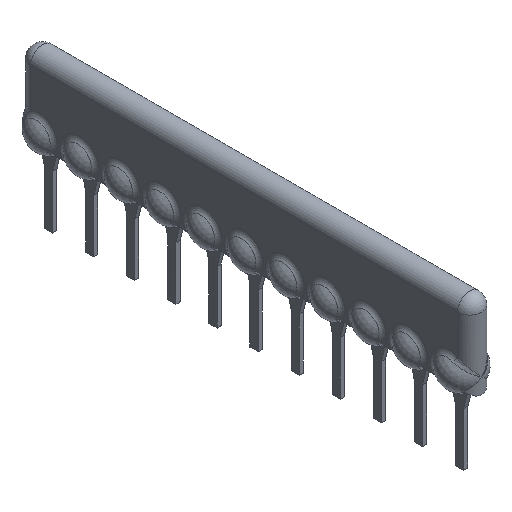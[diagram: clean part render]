
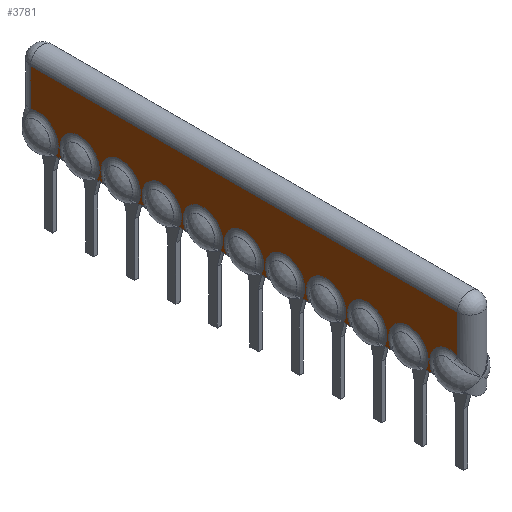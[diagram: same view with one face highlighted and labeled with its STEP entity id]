
A CAD part, isometric view. The second image highlights one B-rep face of the part: STEP entity #3781.
In plain terms, the highlighted planar face has unit normal (-1, 0, 0).
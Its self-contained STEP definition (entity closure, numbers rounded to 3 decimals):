
#191=CARTESIAN_POINT('',(-0.75,26.645,0.));
#192=DIRECTION('',(1.,0.,0.));
#193=DIRECTION('',(0.,0.407,0.914));
#194=AXIS2_PLACEMENT_3D('',#191,#192,#193);
#520=CARTESIAN_POINT('',(-0.75,0.75,
1.112));
#682=DIRECTION('',(0.,0.,-1.));
#683=VECTOR('',#682,2.353);
#684=CARTESIAN_POINT('',(-0.75,27.14,3.465));
#685=LINE('',#684,#683);
#686=DIRECTION('',(0.,0.,-1.));
#687=VECTOR('',#686,2.353);
#688=CARTESIAN_POINT('',(-0.75,0.75,3.465));
#689=LINE('',#688,#687);
#690=CARTESIAN_POINT('',(-0.75,1.245,0.));
#691=DIRECTION('',(1.,0.,0.));
#692=DIRECTION('',(0.,0.875,-0.484));
#693=AXIS2_PLACEMENT_3D('',#690,#691,#692);
#695=DIRECTION('',(0.,1.,0.));
#696=VECTOR('',#695,0.409);
#697=CARTESIAN_POINT('',(-0.75,2.311,-0.589));
#698=LINE('',#697,#696);
#699=DIRECTION('',(0.,1.,0.));
#700=VECTOR('',#699,0.409);
#701=CARTESIAN_POINT('',(-0.75,4.851,-0.589));
#702=LINE('',#701,#700);
#703=DIRECTION('',(0.,1.,0.));
#704=VECTOR('',#703,0.409);
#705=CARTESIAN_POINT('',(-0.75,7.391,-0.589));
#706=LINE('',#705,#704);
#707=DIRECTION('',(0.,1.,0.));
#708=VECTOR('',#707,0.409);
#709=CARTESIAN_POINT('',(-0.75,9.931,-0.589));
#710=LINE('',#709,#708);
#711=DIRECTION('',(0.,1.,0.));
#712=VECTOR('',#711,0.409);
#713=CARTESIAN_POINT('',(-0.75,12.471,-0.589));
#714=LINE('',#713,#712);
#715=DIRECTION('',(0.,1.,0.));
#716=VECTOR('',#715,0.409);
#717=CARTESIAN_POINT('',(-0.75,15.011,-0.589));
#718=LINE('',#717,#716);
#719=DIRECTION('',(0.,1.,0.));
#720=VECTOR('',#719,0.409);
#721=CARTESIAN_POINT('',(-0.75,17.551,-0.589));
#722=LINE('',#721,#720);
#723=DIRECTION('',(0.,1.,0.));
#724=VECTOR('',#723,0.409);
#725=CARTESIAN_POINT('',(-0.75,20.091,-0.589));
#726=LINE('',#725,#724);
#727=DIRECTION('',(0.,1.,0.));
#728=VECTOR('',#727,0.409);
#729=CARTESIAN_POINT('',(-0.75,22.631,-0.589));
#730=LINE('',#729,#728);
#731=DIRECTION('',(0.,1.,0.));
#732=VECTOR('',#731,0.409);
#733=CARTESIAN_POINT('',(-0.75,25.171,-0.589));
#734=LINE('',#733,#732);
#745=DIRECTION('',(0.,1.,0.));
#746=VECTOR('',#745,26.39);
#747=CARTESIAN_POINT('',(-0.75,0.75,3.465));
#748=LINE('',#747,#746);
#759=CARTESIAN_POINT('',(-0.75,3.785,0.));
#760=DIRECTION('',(1.,0.,0.));
#761=DIRECTION('',(0.,0.875,-0.484));
#762=AXIS2_PLACEMENT_3D('',#759,#760,#761);
#915=CARTESIAN_POINT('',(-0.75,6.325,0.));
#916=DIRECTION('',(1.,0.,0.));
#917=DIRECTION('',(0.,0.875,-0.484));
#918=AXIS2_PLACEMENT_3D('',#915,#916,#917);
#1081=CARTESIAN_POINT('',(-0.75,8.865,0.));
#1082=DIRECTION('',(1.,0.,0.));
#1083=DIRECTION('',(0.,0.875,-0.484));
#1084=AXIS2_PLACEMENT_3D('',#1081,#1082,#1083);
#1242=CARTESIAN_POINT('',(-0.75,11.405,0.));
#1243=DIRECTION('',(1.,0.,0.));
#1244=DIRECTION('',(0.,0.875,-0.484));
#1245=AXIS2_PLACEMENT_3D('',#1242,#1243,#1244);
#1408=CARTESIAN_POINT('',(-0.75,13.945,0.));
#1409=DIRECTION('',(1.,0.,0.));
#1410=DIRECTION('',(0.,0.875,-0.484));
#1411=AXIS2_PLACEMENT_3D('',#1408,#1409,#1410);
#1574=CARTESIAN_POINT('',(-0.75,16.485,0.));
#1575=DIRECTION('',(1.,0.,0.));
#1576=DIRECTION('',(0.,0.875,-0.484));
#1577=AXIS2_PLACEMENT_3D('',#1574,#1575,#1576);
#1740=CARTESIAN_POINT('',(-0.75,19.025,0.));
#1741=DIRECTION('',(1.,0.,0.));
#1742=DIRECTION('',(0.,0.875,-0.484));
#1743=AXIS2_PLACEMENT_3D('',#1740,#1741,#1742);
#1906=CARTESIAN_POINT('',(-0.75,21.565,0.));
#1907=DIRECTION('',(1.,0.,0.));
#1908=DIRECTION('',(0.,0.875,-0.484));
#1909=AXIS2_PLACEMENT_3D('',#1906,#1907,#1908);
#2072=CARTESIAN_POINT('',(-0.75,24.105,0.));
#2073=DIRECTION('',(1.,0.,0.));
#2074=DIRECTION('',(0.,0.875,-0.484));
#2075=AXIS2_PLACEMENT_3D('',#2072,#2073,#2074);
#2324=CARTESIAN_POINT('',(-0.75,0.75,3.465));
#2326=VERTEX_POINT('',#2324);
#2329=VERTEX_POINT('',#520);
#2332=CARTESIAN_POINT('',(-0.75,2.311,-0.589));
#2333=VERTEX_POINT('',#2332);
#2351=CARTESIAN_POINT('',(-0.75,4.851,-0.589));
#2352=CARTESIAN_POINT('',(-0.75,5.259,-0.589));
#2353=VERTEX_POINT('',#2351);
#2354=VERTEX_POINT('',#2352);
#2359=CARTESIAN_POINT('',(-0.75,2.719,-0.589));
#2360=VERTEX_POINT('',#2359);
#2371=CARTESIAN_POINT('',(-0.75,7.391,-0.589));
#2372=CARTESIAN_POINT('',(-0.75,7.799,-0.589));
#2373=VERTEX_POINT('',#2371);
#2374=VERTEX_POINT('',#2372);
#2375=CARTESIAN_POINT('',(-0.75,9.931,-0.589));
#2376=CARTESIAN_POINT('',(-0.75,10.339,-0.589));
#2377=VERTEX_POINT('',#2375);
#2378=VERTEX_POINT('',#2376);
#2379=CARTESIAN_POINT('',(-0.75,12.471,-0.589));
#2380=CARTESIAN_POINT('',(-0.75,12.879,-0.589));
#2381=VERTEX_POINT('',#2379);
#2382=VERTEX_POINT('',#2380);
#2383=CARTESIAN_POINT('',(-0.75,15.011,-0.589));
#2384=CARTESIAN_POINT('',(-0.75,15.419,-0.589));
#2385=VERTEX_POINT('',#2383);
#2386=VERTEX_POINT('',#2384);
#2387=CARTESIAN_POINT('',(-0.75,17.551,-0.589));
#2388=CARTESIAN_POINT('',(-0.75,17.959,-0.589));
#2389=VERTEX_POINT('',#2387);
#2390=VERTEX_POINT('',#2388);
#2391=CARTESIAN_POINT('',(-0.75,20.091,-0.589));
#2392=CARTESIAN_POINT('',(-0.75,20.499,-0.589));
#2393=VERTEX_POINT('',#2391);
#2394=VERTEX_POINT('',#2392);
#2395=CARTESIAN_POINT('',(-0.75,22.631,-0.589));
#2396=CARTESIAN_POINT('',(-0.75,23.039,-0.589));
#2397=VERTEX_POINT('',#2395);
#2398=VERTEX_POINT('',#2396);
#2399=CARTESIAN_POINT('',(-0.75,25.171,-0.589));
#2400=CARTESIAN_POINT('',(-0.75,25.579,-0.589));
#2401=VERTEX_POINT('',#2399);
#2402=VERTEX_POINT('',#2400);
#2771=CARTESIAN_POINT('',(-0.75,27.14,3.465));
#2772=CARTESIAN_POINT('',(-0.75,27.14,1.112));
#2773=VERTEX_POINT('',#2771);
#2774=VERTEX_POINT('',#2772);
#3740=CARTESIAN_POINT('',(-0.75,0.,-0.589));
#3741=DIRECTION('',(-1.,0.,0.));
#3742=DIRECTION('',(0.,0.,1.));
#3743=AXIS2_PLACEMENT_3D('',#3740,#3741,#3742);
#3744=PLANE('',#3743);
#3745=ORIENTED_EDGE('',*,*,#3100,.F.);
#3747=ORIENTED_EDGE('',*,*,#3746,.F.);
#3748=ORIENTED_EDGE('',*,*,#3521,.T.);
#3749=ORIENTED_EDGE('',*,*,#3731,.F.);
#3750=ORIENTED_EDGE('',*,*,#3303,.T.);
#3752=ORIENTED_EDGE('',*,*,#3751,.F.);
#3753=ORIENTED_EDGE('',*,*,#3287,.T.);
#3755=ORIENTED_EDGE('',*,*,#3754,.F.);
#3756=ORIENTED_EDGE('',*,*,#3488,.T.);
#3758=ORIENTED_EDGE('',*,*,#3757,.F.);
#3759=ORIENTED_EDGE('',*,*,#3458,.T.);
#3761=ORIENTED_EDGE('',*,*,#3760,.F.);
#3762=ORIENTED_EDGE('',*,*,#3435,.T.);
#3764=ORIENTED_EDGE('',*,*,#3763,.F.);
#3765=ORIENTED_EDGE('',*,*,#3412,.T.);
#3767=ORIENTED_EDGE('',*,*,#3766,.F.);
#3768=ORIENTED_EDGE('',*,*,#3389,.T.);
#3770=ORIENTED_EDGE('',*,*,#3769,.F.);
#3771=ORIENTED_EDGE('',*,*,#3366,.T.);
#3773=ORIENTED_EDGE('',*,*,#3772,.F.);
#3774=ORIENTED_EDGE('',*,*,#3343,.T.);
#3776=ORIENTED_EDGE('',*,*,#3775,.F.);
#3777=ORIENTED_EDGE('',*,*,#3322,.T.);
#3778=ORIENTED_EDGE('',*,*,#2989,.F.);
#3779=EDGE_LOOP('',(#3745,#3747,#3748,#3749,#3750,#3752,#3753,#3755,#3756,#3758,
#3759,#3761,#3762,#3764,#3765,#3767,#3768,#3770,#3771,#3773,#3774,#3776,#3777,
#3778));
#3780=FACE_OUTER_BOUND('',#3779,.F.);
#195=CIRCLE('',#194,1.218);
#694=CIRCLE('',#693,1.218);
#763=CIRCLE('',#762,1.218);
#919=CIRCLE('',#918,1.218);
#1085=CIRCLE('',#1084,1.218);
#1246=CIRCLE('',#1245,1.218);
#1412=CIRCLE('',#1411,1.218);
#1578=CIRCLE('',#1577,1.218);
#1744=CIRCLE('',#1743,1.218);
#1910=CIRCLE('',#1909,1.218);
#2076=CIRCLE('',#2075,1.218);
#2989=EDGE_CURVE('',#2774,#2402,#195,.T.);
#3100=EDGE_CURVE('',#2773,#2774,#685,.T.);
#3287=EDGE_CURVE('',#2353,#2354,#702,.T.);
#3303=EDGE_CURVE('',#2333,#2360,#698,.T.);
#3322=EDGE_CURVE('',#2401,#2402,#734,.T.);
#3343=EDGE_CURVE('',#2397,#2398,#730,.T.);
#3366=EDGE_CURVE('',#2393,#2394,#726,.T.);
#3389=EDGE_CURVE('',#2389,#2390,#722,.T.);
#3412=EDGE_CURVE('',#2385,#2386,#718,.T.);
#3435=EDGE_CURVE('',#2381,#2382,#714,.T.);
#3458=EDGE_CURVE('',#2377,#2378,#710,.T.);
#3488=EDGE_CURVE('',#2373,#2374,#706,.T.);
#3521=EDGE_CURVE('',#2326,#2329,#689,.T.);
#3731=EDGE_CURVE('',#2333,#2329,#694,.T.);
#3746=EDGE_CURVE('',#2326,#2773,#748,.T.);
#3751=EDGE_CURVE('',#2353,#2360,#763,.T.);
#3754=EDGE_CURVE('',#2373,#2354,#919,.T.);
#3757=EDGE_CURVE('',#2377,#2374,#1085,.T.);
#3760=EDGE_CURVE('',#2381,#2378,#1246,.T.);
#3763=EDGE_CURVE('',#2385,#2382,#1412,.T.);
#3766=EDGE_CURVE('',#2389,#2386,#1578,.T.);
#3769=EDGE_CURVE('',#2393,#2390,#1744,.T.);
#3772=EDGE_CURVE('',#2397,#2394,#1910,.T.);
#3775=EDGE_CURVE('',#2401,#2398,#2076,.T.);
#3781=ADVANCED_FACE('',(#3780),#3744,.T.);
